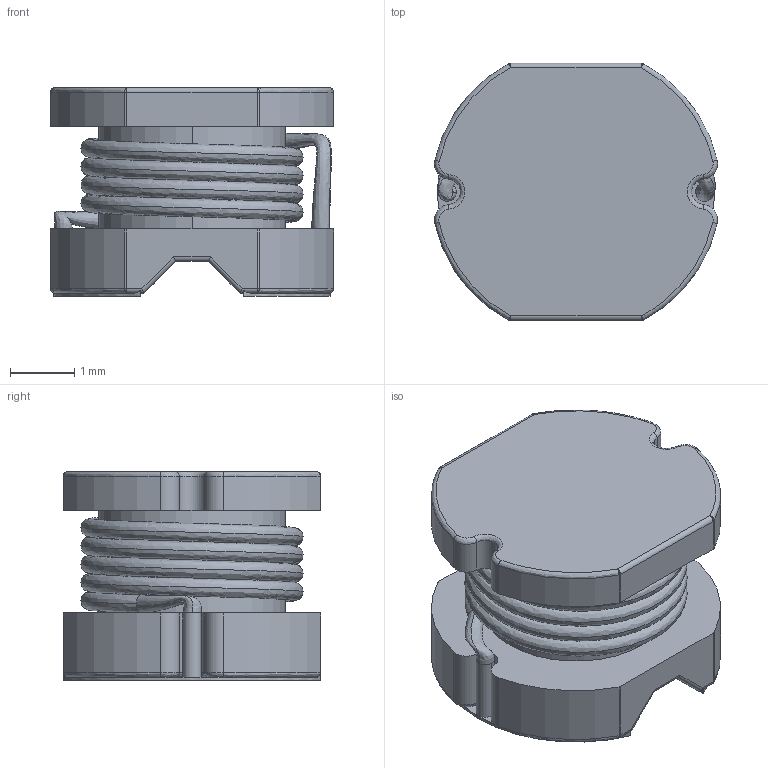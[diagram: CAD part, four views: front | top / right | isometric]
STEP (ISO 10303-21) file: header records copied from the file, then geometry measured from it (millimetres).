
FILE_DESCRIPTION (( 'STEP AP214' ), '1' );
FILE_NAME ('User Library-SDR0403_r.STEP', '2020-02-10T22:58:34', ( '' ), ( '' ), 'SwSTEP 2.0', 'SolidWorks 2019', '' );
FILE_SCHEMA (( 'AUTOMOTIVE_DESIGN' ));
Length unit declared in the file: millimetre
Products named in the file (2): User Library-SDR0403_r; User Library-Inductor SDR0403 Series
Assembly tree (1 placements, depth 2):
  User Library-SDR0403_r
    User Library-Inductor SDR0403 Series
Bounding box: 4.4 x 4 x 3.25 mm (x, y, z)
Volume: 35.6 mm3; surface area: 128.7 mm2
Topology: 4 solids, 4 shells, 118 faces, 300 edges, 176 vertices
Faces by surface type: cylinder 48, bspline 42, plane 28
Entity records: 6422 total; most frequent: CARTESIAN_POINT 2470, ORIENTED_EDGE 568, DIRECTION 532, EDGE_CURVE 284, AXIS2_PLACEMENT_3D 225, VERTEX_POINT 176, CIRCLE 145, UNCERTAINTY_MEASURE_WITH_UNIT 125
